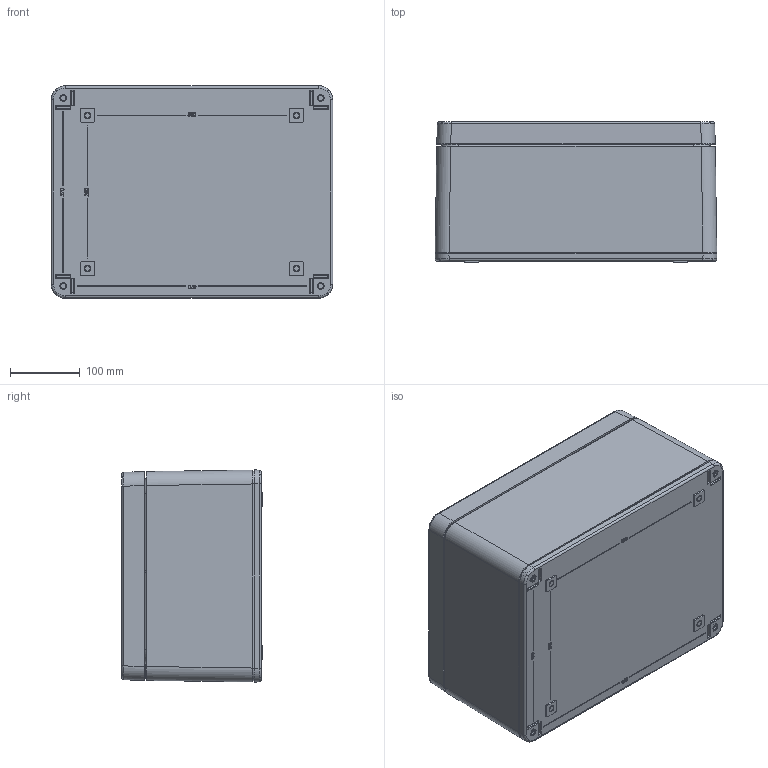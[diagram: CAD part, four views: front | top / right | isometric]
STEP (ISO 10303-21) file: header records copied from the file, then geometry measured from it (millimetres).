
FILE_DESCRIPTION (( 'STEP AP214' ), '1' );
FILE_NAME ('26304000.STEP', '2013-05-24T06:46:18', ( '' ), ( '' ), 'SwSTEP 2.0', 'SolidWorks 2011', '' );
FILE_SCHEMA (( 'AUTOMOTIVE_DESIGN' ));
Length unit declared in the file: millimetre
Products named in the file (31): 21610004; 94350; 93271; 83025; 94304; 08020921; 82201; 51101; 94309; 94070_Vorspannung; 82169; 94306; 84102; 94305; 94301; 95032; 95030; 82382; 26410; 86232; 25410; 94287; 25410-Gehäuseunterteil; 82007; 86226; 86227; 25410-Gehäuserahmen; 26304000; 92684
Assembly tree (57 placements, depth 5):
  26304000
    95030  x2
    95032  x2
    92684
    82382
    21610004
      93271  x2
      08020921  x2
      94350  x2
      94304  x2
      51101  x2
        94070_Vorspannung
        82169
        94309
        94301
        94306
          94305
          84102
      83025
      82201  x2
    26410
      86232  x4
      26410
    25410
      25410-Gehäuserahmen
      25410-Gehäuseunterteil
        86226  x4
        86227  x4
        82007
        25410-Gehäuseunterteil
      82007
      94287
Bounding box: 405 x 202.5 x 305 mm (x, y, z)
Volume: 2235077.7 mm3; surface area: 1279053.3 mm2
Topology: 65 solids, 65 shells, 6213 faces, 14428 edges, 8247 vertices
Faces by surface type: plane 2456, cylinder 1506, bspline 1351, cone 408, torus 332, sphere 160
Entity records: 159278 total; most frequent: CARTESIAN_POINT 72912, ORIENTED_EDGE 19488, DIRECTION 15718, EDGE_CURVE 9744, AXIS2_PLACEMENT_3D 5938, VERTEX_POINT 5717, EDGE_LOOP 4371, FACE_OUTER_BOUND 4202
